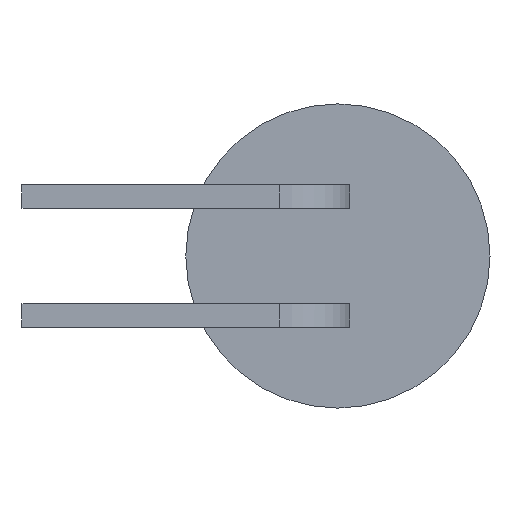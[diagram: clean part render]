
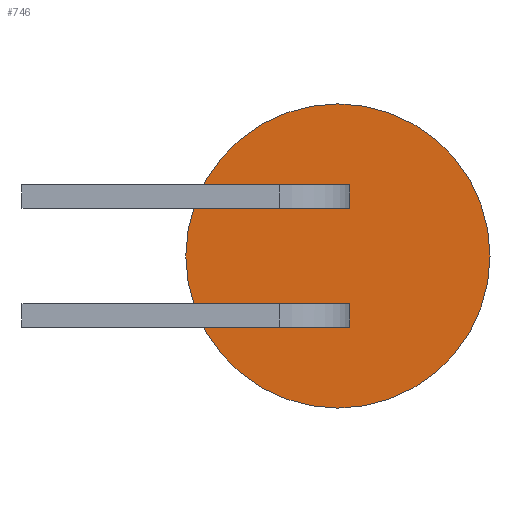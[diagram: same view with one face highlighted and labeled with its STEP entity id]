
A CAD part, front view. The second image highlights one B-rep face of the part: STEP entity #746.
In plain terms, the highlighted planar face has unit normal (0, -1, 0).
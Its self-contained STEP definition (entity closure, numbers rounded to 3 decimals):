
#8 = EDGE_CURVE ( 'NONE', #980, #1181, #99, .T. ) ;
#17 = VECTOR ( 'NONE', #1011, 1000. ) ;
#21 = CARTESIAN_POINT ( 'NONE',  ( -0.25, 0., -1.02 ) ) ;
#22 = LINE ( 'NONE', #998, #503 ) ;
#38 = CARTESIAN_POINT ( 'NONE',  ( 0., 0., -3.25 ) ) ;
#43 = DIRECTION ( 'NONE',  ( 0., 0., 1. ) ) ;
#59 = CARTESIAN_POINT ( 'NONE',  ( 0.25, 0., 1.52 ) ) ;
#72 = EDGE_LOOP ( 'NONE', ( #441, #184 ) ) ;
#75 = EDGE_CURVE ( 'NONE', #1181, #454, #1103, .T. ) ;
#99 = LINE ( 'NONE', #436, #645 ) ;
#129 = VECTOR ( 'NONE', #721, 1000. ) ;
#146 = ORIENTED_EDGE ( 'NONE', *, *, #387, .F. ) ;
#163 = CIRCLE ( 'NONE', #949, 3.25 ) ;
#172 = VERTEX_POINT ( 'NONE', #298 ) ;
#176 = EDGE_CURVE ( 'NONE', #907, #442, #318, .T. ) ;
#184 = ORIENTED_EDGE ( 'NONE', *, *, #1144, .T. ) ;
#192 = CARTESIAN_POINT ( 'NONE',  ( 0.25, 0., 1.52 ) ) ;
#238 = DIRECTION ( 'NONE',  ( 1., 0., 0. ) ) ;
#255 = AXIS2_PLACEMENT_3D ( 'NONE', #817, #527, #43 ) ;
#267 = EDGE_CURVE ( 'NONE', #923, #442, #577, .T. ) ;
#285 = CARTESIAN_POINT ( 'NONE',  ( -0.25, 0., 1.52 ) ) ;
#298 = CARTESIAN_POINT ( 'NONE',  ( 0.25, 0., 1.52 ) ) ;
#302 = CIRCLE ( 'NONE', #1124, 3.25 ) ;
#308 = CARTESIAN_POINT ( 'NONE',  ( 0.25, 0., 1.02 ) ) ;
#309 = VECTOR ( 'NONE', #1098, 1000. ) ;
#318 = LINE ( 'NONE', #771, #364 ) ;
#325 = LINE ( 'NONE', #800, #462 ) ;
#347 = VERTEX_POINT ( 'NONE', #831 ) ;
#360 = ORIENTED_EDGE ( 'NONE', *, *, #267, .T. ) ;
#364 = VECTOR ( 'NONE', #488, 1000. ) ;
#387 = EDGE_CURVE ( 'NONE', #980, #347, #22, .T. ) ;
#402 = EDGE_LOOP ( 'NONE', ( #146, #486, #835, #549 ) ) ;
#404 = CARTESIAN_POINT ( 'NONE',  ( 0., 0., 1.02 ) ) ;
#427 = ORIENTED_EDGE ( 'NONE', *, *, #887, .T. ) ;
#436 = CARTESIAN_POINT ( 'NONE',  ( 0., 0., -1.02 ) ) ;
#439 = EDGE_CURVE ( 'NONE', #454, #347, #706, .T. ) ;
#441 = ORIENTED_EDGE ( 'NONE', *, *, #597, .T. ) ;
#442 = VERTEX_POINT ( 'NONE', #924 ) ;
#454 = VERTEX_POINT ( 'NONE', #475 ) ;
#462 = VECTOR ( 'NONE', #797, 1000. ) ;
#475 = CARTESIAN_POINT ( 'NONE',  ( 0.25, 0., -1.52 ) ) ;
#486 = ORIENTED_EDGE ( 'NONE', *, *, #8, .T. ) ;
#488 = DIRECTION ( 'NONE',  ( 0., 0., -1. ) ) ;
#503 = VECTOR ( 'NONE', #1191, 1000. ) ;
#505 = CARTESIAN_POINT ( 'NONE',  ( 0., 0., 0. ) ) ;
#511 = CARTESIAN_POINT ( 'NONE',  ( 0., 0., 3.25 ) ) ;
#527 = DIRECTION ( 'NONE',  ( 0., 1., 0. ) ) ;
#528 = CARTESIAN_POINT ( 'NONE',  ( 0.25, 0., -1.02 ) ) ;
#549 = ORIENTED_EDGE ( 'NONE', *, *, #439, .T. ) ;
#558 = FACE_BOUND ( 'NONE', #402, .T. ) ;
#577 = LINE ( 'NONE', #404, #1021 ) ;
#597 = EDGE_CURVE ( 'NONE', #1118, #1018, #163, .T. ) ;
#624 = DIRECTION ( 'NONE',  ( 0., -1., 0. ) ) ;
#641 = EDGE_CURVE ( 'NONE', #172, #907, #325, .T. ) ;
#645 = VECTOR ( 'NONE', #238, 1000. ) ;
#706 = LINE ( 'NONE', #1010, #309 ) ;
#714 = PLANE ( 'NONE',  #255 ) ;
#721 = DIRECTION ( 'NONE',  ( 0., 0., -1. ) ) ;
#745 = LINE ( 'NONE', #192, #17 ) ;
#746 = ADVANCED_FACE ( 'NONE', ( #976, #1041, #558 ), #714, .F. ) ;
#771 = CARTESIAN_POINT ( 'NONE',  ( -0.25, 0., 1.52 ) ) ;
#797 = DIRECTION ( 'NONE',  ( -1., 0., 0. ) ) ;
#800 = CARTESIAN_POINT ( 'NONE',  ( -0.25, 0., 1.52 ) ) ;
#803 = ORIENTED_EDGE ( 'NONE', *, *, #176, .F. ) ;
#817 = CARTESIAN_POINT ( 'NONE',  ( 0., 0., 0. ) ) ;
#831 = CARTESIAN_POINT ( 'NONE',  ( -0.25, 0., -1.52 ) ) ;
#835 = ORIENTED_EDGE ( 'NONE', *, *, #75, .T. ) ;
#878 = DIRECTION ( 'NONE',  ( 0., -1., 0. ) ) ;
#887 = EDGE_CURVE ( 'NONE', #172, #923, #745, .T. ) ;
#907 = VERTEX_POINT ( 'NONE', #285 ) ;
#920 = EDGE_LOOP ( 'NONE', ( #360, #803, #1016, #427 ) ) ;
#923 = VERTEX_POINT ( 'NONE', #308 ) ;
#924 = CARTESIAN_POINT ( 'NONE',  ( -0.25, 0., 1.02 ) ) ;
#949 = AXIS2_PLACEMENT_3D ( 'NONE', #505, #878, #1126 ) ;
#965 = DIRECTION ( 'NONE',  ( 0., 0., -1. ) ) ;
#976 = FACE_OUTER_BOUND ( 'NONE', #72, .T. ) ;
#980 = VERTEX_POINT ( 'NONE', #21 ) ;
#998 = CARTESIAN_POINT ( 'NONE',  ( -0.25, 0., 1.52 ) ) ;
#1010 = CARTESIAN_POINT ( 'NONE',  ( -0.25, 0., -1.52 ) ) ;
#1011 = DIRECTION ( 'NONE',  ( 0., 0., -1. ) ) ;
#1016 = ORIENTED_EDGE ( 'NONE', *, *, #641, .F. ) ;
#1018 = VERTEX_POINT ( 'NONE', #511 ) ;
#1021 = VECTOR ( 'NONE', #1128, 1000. ) ;
#1041 = FACE_BOUND ( 'NONE', #920, .T. ) ;
#1098 = DIRECTION ( 'NONE',  ( -1., 0., 0. ) ) ;
#1103 = LINE ( 'NONE', #59, #129 ) ;
#1118 = VERTEX_POINT ( 'NONE', #38 ) ;
#1124 = AXIS2_PLACEMENT_3D ( 'NONE', #1143, #624, #965 ) ;
#1126 = DIRECTION ( 'NONE',  ( 0., 0., -1. ) ) ;
#1128 = DIRECTION ( 'NONE',  ( -1., 0., 0. ) ) ;
#1143 = CARTESIAN_POINT ( 'NONE',  ( 0., 0., 0. ) ) ;
#1144 = EDGE_CURVE ( 'NONE', #1018, #1118, #302, .T. ) ;
#1181 = VERTEX_POINT ( 'NONE', #528 ) ;
#1191 = DIRECTION ( 'NONE',  ( 0., 0., -1. ) ) ;
